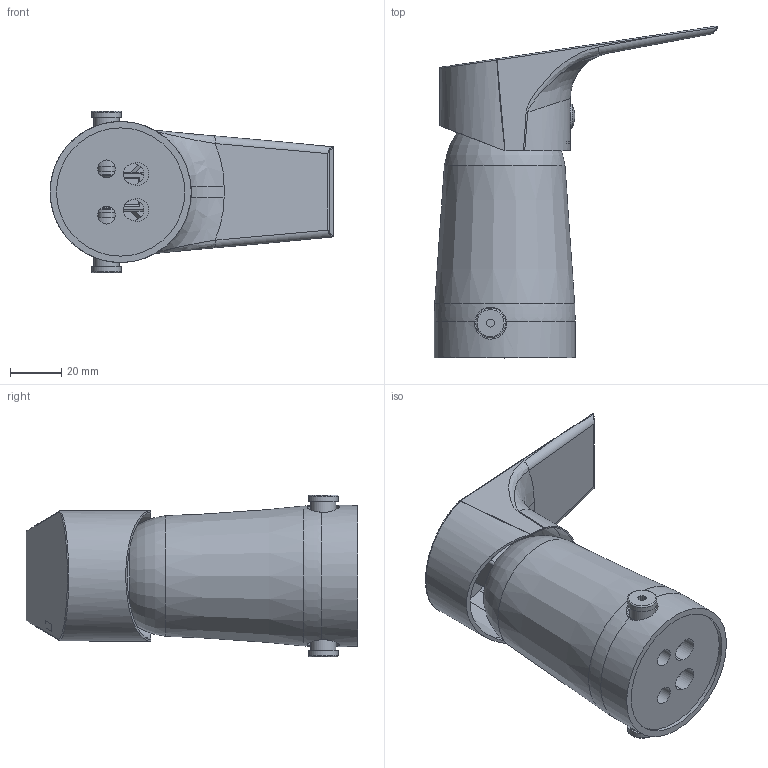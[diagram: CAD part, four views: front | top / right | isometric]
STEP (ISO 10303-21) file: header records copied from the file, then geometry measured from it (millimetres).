
FILE_DESCRIPTION (( 'STEP AP203' ), '1' );
FILE_NAME ('21BP11008.STEP', '2025-11-05T11:29:31', ( '' ), ( '' ), 'SwSTEP 2.0', 'SolidWorks 2021', '' );
FILE_SCHEMA (( 'CONFIG_CONTROL_DESIGN' ));
Length unit declared in the file: millimetre
Products named in the file (1): 21BP11008
Bounding box: 110.61 x 129.34 x 63.1 mm (x, y, z)
Volume: 116931.7 mm3; surface area: 55869.1 mm2
Topology: 6 solids, 6 shells, 260 faces, 624 edges, 401 vertices
Faces by surface type: plane 123, cylinder 79, cone 31, bspline 15, torus 7, sphere 5
Full cylindrical faces by diameter (mm): 3 x1, 3.5 x1, 4.1 x1, 4.2 x1, 4.25 x1, 4.8 x1, 5 x1, 5.5 x2, 6.8 x5, 7 x3, 7.25 x1, 8 x2, 9.5 x1, 9.8 x6, 10.15 x1, 11.5 x2, 12.5 x2, 33.5 x1, 39.1 x1, 40.5 x1, 40.6 x1, 43.5 x1, 50 x1, 55 x1
Entity records: 8035 total; most frequent: CARTESIAN_POINT 2481, DIRECTION 1098, ORIENTED_EDGE 1066, EDGE_CURVE 533, AXIS2_PLACEMENT_3D 428, VERTEX_POINT 380, EDGE_LOOP 373, FACE_OUTER_BOUND 306
